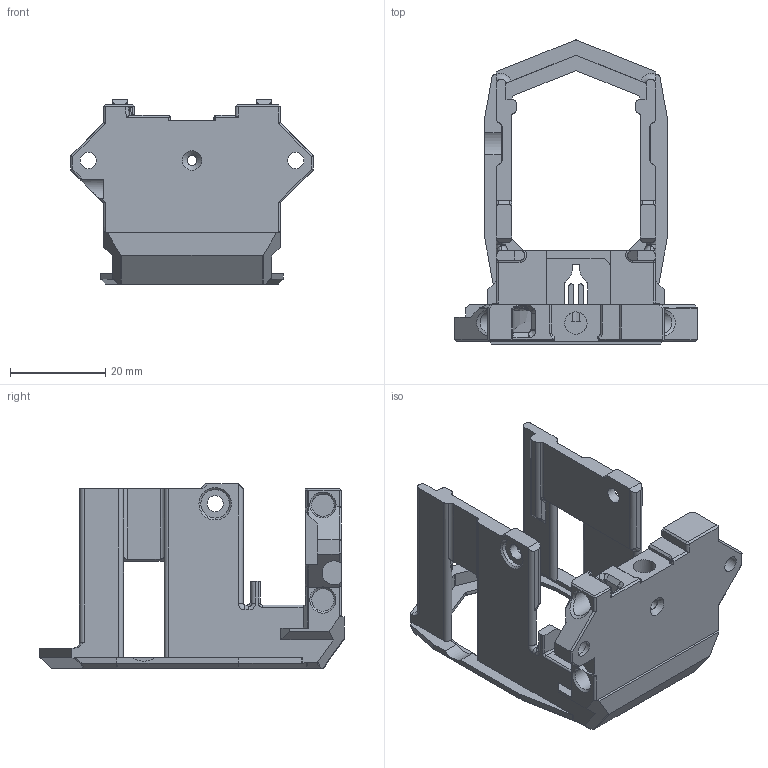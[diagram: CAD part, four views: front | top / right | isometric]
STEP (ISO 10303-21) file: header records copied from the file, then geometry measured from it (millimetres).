
FILE_DESCRIPTION(/* description */ ('STEP AP242','CAx-IF Rec.Pracs.---Representation and Presentation of Product Manufacturing Information (PMI)---4.0---2014-10-13','CAx-IF Rec.Pracs.---3D Tessellated Geometry---0.4---2014-09-14','2;1'),/* implementation_level */ '2;1');
FILE_NAME(/* name */ 'Bearingcutter - Main_Body_SaladFork_Sherpa v8',/* time_stamp */ '2025-04-30T15:43:02Z',/* author */ (''),/* organization */ (''),/* preprocessor_version */ 'ST-DEVELOPER v20',/* originating_system */ 'ONSHAPE BY PTC INC, 1.197',/* authorisation */ ' ');
FILE_SCHEMA (('AP242_MANAGED_MODEL_BASED_3D_ENGINEERING_MIM_LF { 1 0 10303 442 1 1 4 }'));
Length unit declared in the file: metre
Products named in the file (1): Main_Body_SaladFork_Sherpa v8
Bounding box: 50.84 x 63.81 x 38.63 mm (x, y, z)
Volume: 17932.8 mm3; surface area: 13160.5 mm2
Topology: 1 solids, 1 shells, 530 faces, 1472 edges, 937 vertices
Faces by surface type: plane 284, cylinder 157, bspline 37, cone 30, torus 22
Full cylindrical faces by diameter (mm): 2.09 x1, 3.4 x4, 4.7 x7, 6 x2, 7.09 x1
Entity records: 18593 total; most frequent: CARTESIAN_POINT 5260, ORIENTED_EDGE 2870, DIRECTION 2662, EDGE_CURVE 1435, VERTEX_POINT 928, LINE 892, VECTOR 892, AXIS2_PLACEMENT_3D 885
